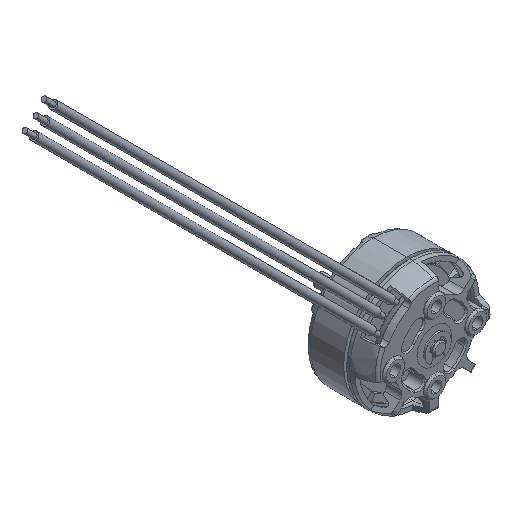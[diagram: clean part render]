
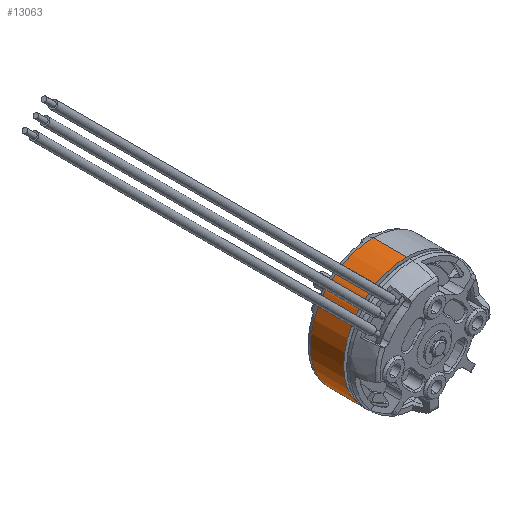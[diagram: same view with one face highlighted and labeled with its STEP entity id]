
A CAD part, isometric view. The second image highlights one B-rep face of the part: STEP entity #13063.
In plain terms, the highlighted cylindrical face has radius 14.5 mm (diameter 29 mm), a partial arc.
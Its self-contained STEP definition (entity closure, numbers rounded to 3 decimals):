
#4728=CARTESIAN_POINT('',(0.,-6.6,0.));
#4729=DIRECTION('',(0.,1.,0.));
#4730=DIRECTION('',(0.,0.,-1.));
#4731=AXIS2_PLACEMENT_3D('',#4728,#4729,#4730);
#4748=DIRECTION('',(0.,1.,0.));
#4749=VECTOR('',#4748,7.7);
#4750=CARTESIAN_POINT('',(0.,-6.6,-14.5));
#4751=LINE('',#4750,#4749);
#4752=CARTESIAN_POINT('',(0.,1.1,0.));
#4753=DIRECTION('',(0.,1.,0.));
#4754=DIRECTION('',(0.,0.,-1.));
#4755=AXIS2_PLACEMENT_3D('',#4752,#4753,#4754);
#4757=DIRECTION('',(0.,-1.,0.));
#4758=VECTOR('',#4757,7.7);
#4759=CARTESIAN_POINT('',(0.,1.1,14.5));
#4760=LINE('',#4759,#4758);
#6567=CARTESIAN_POINT('',(0.,-6.6,-14.5));
#6568=CARTESIAN_POINT('',(0.,-6.6,14.5));
#6569=VERTEX_POINT('',#6567);
#6570=VERTEX_POINT('',#6568);
#6715=CARTESIAN_POINT('',(0.,1.1,14.5));
#6717=VERTEX_POINT('',#6715);
#6719=CARTESIAN_POINT('',(0.,1.1,-14.5));
#6720=VERTEX_POINT('',#6719);
#13049=CARTESIAN_POINT('',(0.,-6.738,0.));
#13050=DIRECTION('',(0.,1.,0.));
#13051=DIRECTION('',(0.,0.,1.));
#13052=AXIS2_PLACEMENT_3D('',#13049,#13050,#13051);
#13053=CYLINDRICAL_SURFACE('',#13052,14.5);
#13055=ORIENTED_EDGE('',*,*,#13054,.T.);
#13057=ORIENTED_EDGE('',*,*,#13056,.T.);
#13059=ORIENTED_EDGE('',*,*,#13058,.T.);
#13060=ORIENTED_EDGE('',*,*,#13038,.F.);
#13061=EDGE_LOOP('',(#13055,#13057,#13059,#13060));
#13062=FACE_OUTER_BOUND('',#13061,.F.);
#13063=ADVANCED_FACE('',(#13062),#13053,.T.);
#4732=CIRCLE('',#4731,14.5);
#4756=CIRCLE('',#4755,14.5);
#13038=EDGE_CURVE('',#6569,#6570,#4732,.T.);
#13054=EDGE_CURVE('',#6569,#6720,#4751,.T.);
#13056=EDGE_CURVE('',#6720,#6717,#4756,.T.);
#13058=EDGE_CURVE('',#6717,#6570,#4760,.T.);
